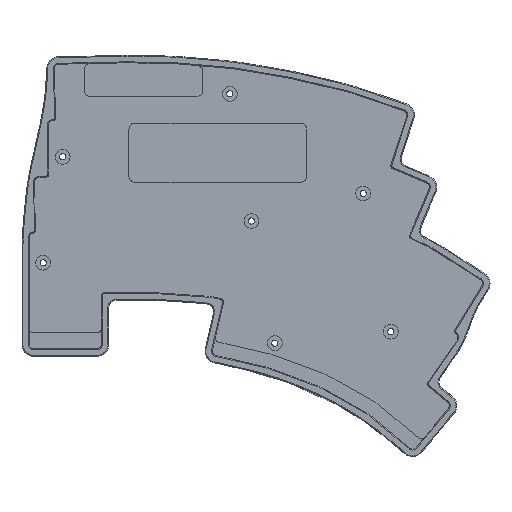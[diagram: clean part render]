
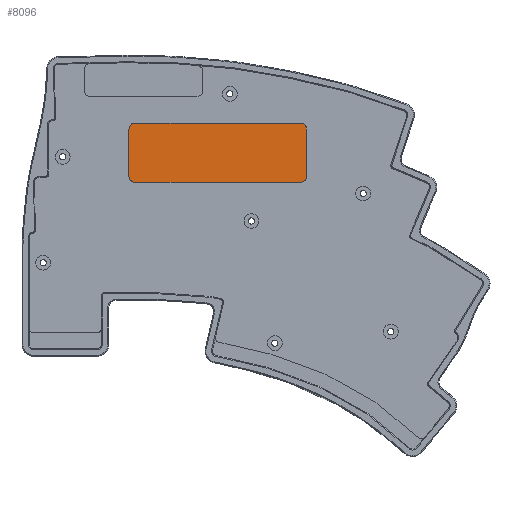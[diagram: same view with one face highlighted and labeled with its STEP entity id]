
A CAD part, top view. The second image highlights one B-rep face of the part: STEP entity #8096.
In plain terms, the highlighted planar face has unit normal (0, 0, 1).
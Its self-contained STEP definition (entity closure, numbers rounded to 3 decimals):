
#606=PLANE('',#8750);
#1066=FACE_OUTER_BOUND('',#1573,.T.);
#1573=EDGE_LOOP('',(#7409,#7410,#7411,#7412,#7413,#7414,#7415,#7416));
#2157=LINE('',#14976,#2872);
#2160=LINE('',#14987,#2875);
#2164=LINE('',#14999,#2879);
#2167=LINE('',#15008,#2882);
#2872=VECTOR('',#10196,10.);
#2875=VECTOR('',#10207,10.);
#2879=VECTOR('',#10219,10.);
#2882=VECTOR('',#10230,10.);
#3183=CIRCLE('',#8558,2.);
#3185=CIRCLE('',#8562,2.);
#3187=CIRCLE('',#8566,2.);
#3189=CIRCLE('',#8570,2.);
#3856=VERTEX_POINT('',#14963);
#3857=VERTEX_POINT('',#14964);
#3861=VERTEX_POINT('',#14974);
#3862=VERTEX_POINT('',#14978);
#3863=VERTEX_POINT('',#14979);
#3866=VERTEX_POINT('',#14990);
#3867=VERTEX_POINT('',#14991);
#3870=VERTEX_POINT('',#15002);
#4923=EDGE_CURVE('',#3856,#3857,#3183,.T.);
#4929=EDGE_CURVE('',#3861,#3857,#2157,.T.);
#4930=EDGE_CURVE('',#3862,#3863,#3185,.T.);
#4934=EDGE_CURVE('',#3856,#3863,#2160,.T.);
#4936=EDGE_CURVE('',#3866,#3867,#3187,.T.);
#4940=EDGE_CURVE('',#3862,#3867,#2164,.T.);
#4942=EDGE_CURVE('',#3861,#3870,#3189,.T.);
#4945=EDGE_CURVE('',#3866,#3870,#2167,.T.);
#7409=ORIENTED_EDGE('',*,*,#4923,.T.);
#7410=ORIENTED_EDGE('',*,*,#4929,.F.);
#7411=ORIENTED_EDGE('',*,*,#4942,.T.);
#7412=ORIENTED_EDGE('',*,*,#4945,.F.);
#7413=ORIENTED_EDGE('',*,*,#4936,.T.);
#7414=ORIENTED_EDGE('',*,*,#4940,.F.);
#7415=ORIENTED_EDGE('',*,*,#4930,.T.);
#7416=ORIENTED_EDGE('',*,*,#4934,.F.);
#8096=ADVANCED_FACE('',(#1066),#606,.F.);
#8558=AXIS2_PLACEMENT_3D('',#14965,#10186,#10187);
#8562=AXIS2_PLACEMENT_3D('',#14980,#10199,#10200);
#8566=AXIS2_PLACEMENT_3D('',#14992,#10211,#10212);
#8570=AXIS2_PLACEMENT_3D('',#15003,#10223,#10224);
#8750=AXIS2_PLACEMENT_3D('',#15443,#10709,#10710);
#10186=DIRECTION('center_axis',(0.,0.,1.));
#10187=DIRECTION('ref_axis',(0.707,0.707,0.));
#10196=DIRECTION('',(1.,0.,0.));
#10199=DIRECTION('center_axis',(0.,0.,1.));
#10200=DIRECTION('ref_axis',(0.707,-0.707,0.));
#10207=DIRECTION('',(0.,-1.,0.));
#10211=DIRECTION('center_axis',(0.,0.,1.));
#10212=DIRECTION('ref_axis',(-0.707,-0.707,0.));
#10219=DIRECTION('',(-1.,0.,0.));
#10223=DIRECTION('center_axis',(0.,0.,1.));
#10224=DIRECTION('ref_axis',(-0.707,0.707,0.));
#10230=DIRECTION('',(0.,1.,0.));
#10709=DIRECTION('center_axis',(0.,0.,-1.));
#10710=DIRECTION('ref_axis',(-1.,0.,0.));
#14963=CARTESIAN_POINT('',(75.,-12.,-14.2));
#14964=CARTESIAN_POINT('',(73.,-10.,-14.2));
#14965=CARTESIAN_POINT('Origin',(73.,-12.,-14.2));
#14974=CARTESIAN_POINT('',(17.,-10.,-14.2));
#14976=CARTESIAN_POINT('',(30.,-10.,-14.2));
#14978=CARTESIAN_POINT('',(73.,-30.,-14.2));
#14979=CARTESIAN_POINT('',(75.,-28.,-14.2));
#14980=CARTESIAN_POINT('Origin',(73.,-28.,-14.2));
#14987=CARTESIAN_POINT('',(75.,-15.,-14.2));
#14990=CARTESIAN_POINT('',(15.,-28.,-14.2));
#14991=CARTESIAN_POINT('',(17.,-30.,-14.2));
#14992=CARTESIAN_POINT('Origin',(17.,-28.,-14.2));
#14999=CARTESIAN_POINT('',(60.,-30.,-14.2));
#15002=CARTESIAN_POINT('',(15.,-12.,-14.2));
#15003=CARTESIAN_POINT('Origin',(17.,-12.,-14.2));
#15008=CARTESIAN_POINT('',(15.,-25.,-14.2));
#15443=CARTESIAN_POINT('Origin',(45.,-20.,-14.2));
